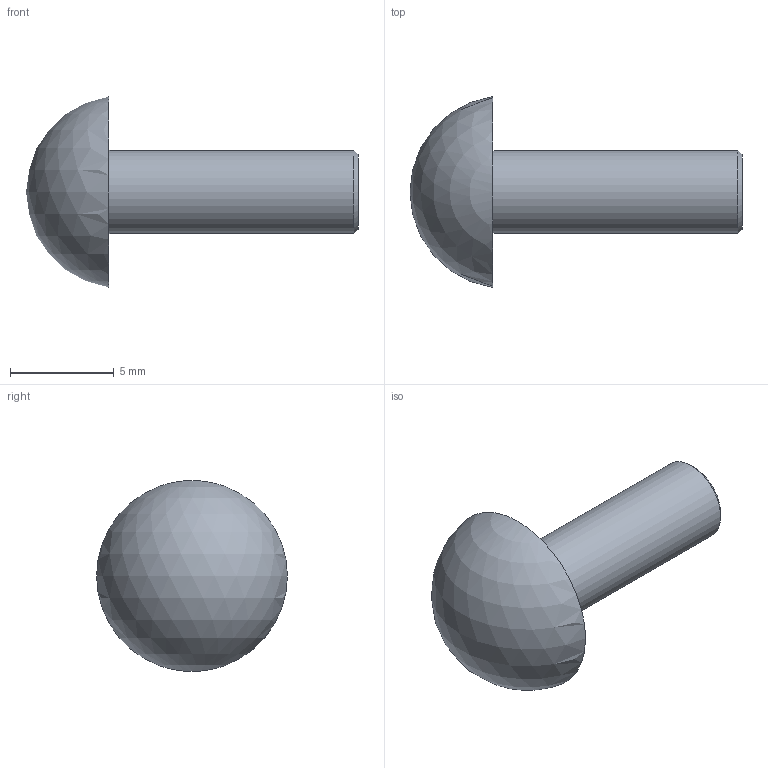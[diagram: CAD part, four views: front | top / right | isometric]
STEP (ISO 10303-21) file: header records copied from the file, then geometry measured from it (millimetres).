
FILE_DESCRIPTION(/* description */ ('Blindstopfen PG 7 (2-5/2-4)'),/* implementation_level */ '2;1');
FILE_NAME(/* name */ '73007407DS-RST.stp',/* time_stamp */ '2022-02-08T15:14:35+01:00',/* author */ ('sl'),/* organization */ (''),/* preprocessor_version */ 'ST-DEVELOPER v16.5',/* originating_system */ 'Autodesk Inventor 2017',/* authorisation */ '');
FILE_SCHEMA (('AUTOMOTIVE_DESIGN { 1 0 10303 214 3 1 1 }'));
Length unit declared in the file: millimetre
Products named in the file (1): 73007407DS
Bounding box: 16 x 9.2 x 9.2 mm (x, y, z)
Volume: 241 mm3; surface area: 431.7 mm2
Topology: 1 solids, 1 shells, 8 faces, 13 edges, 9 vertices
Faces by surface type: plane 3, cylinder 2, cone 1, bspline 1, sphere 1
Full cylindrical faces by diameter (mm): 3 x1, 4 x1
Entity records: 238 total; most frequent: CARTESIAN_POINT 56, DIRECTION 34, ORIENTED_EDGE 20, AXIS2_PLACEMENT_3D 17, EDGE_LOOP 13, EDGE_CURVE 10, CIRCLE 9, VERTEX_POINT 9
